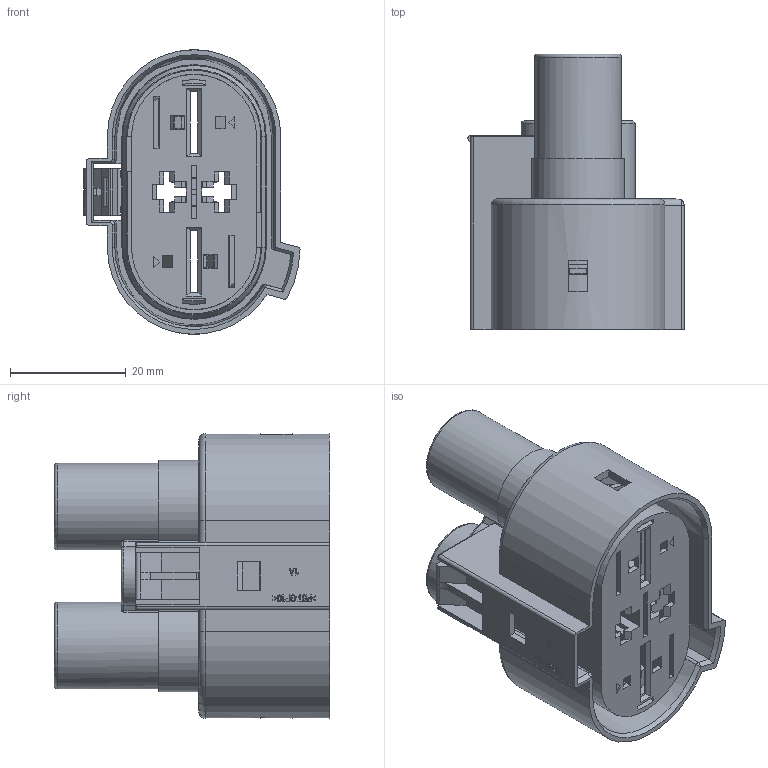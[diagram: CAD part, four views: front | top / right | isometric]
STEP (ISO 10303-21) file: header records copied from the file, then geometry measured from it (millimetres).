
FILE_DESCRIPTION(/* description */ (''),/* implementation_level */ '2;1');
FILE_NAME(/* name */ '13604178_02-CONN.stp',/* time_stamp */ '2024-01-05T09:28:05+08:00',/* author */ (''),/* organization */ (''),/* preprocessor_version */ 'ST-DEVELOPER v16',/* originating_system */ 'SIEMENS PLM Software NX 11.0',/* authorisation */ '');
FILE_SCHEMA (('AUTOMOTIVE_DESIGN { 1 0 10303 214 3 1 1 1 }'));
Length unit declared in the file: millimetre
Products named in the file (5): 10732116_01; 13604019_01-LOCK; 13604022_02-SEAL; 13604021_09-CONN; 13604178_02-CONN
Assembly tree (4 placements, depth 2):
  13604178_02-CONN
    13604021_09-CONN
    13604022_02-SEAL
    13604019_01-LOCK
    10732116_01
Bounding box: 37.3 x 47.5 x 49.09 mm (x, y, z)
Volume: 18643.3 mm3; surface area: 28984.7 mm2
Topology: 4 solids, 4 shells, 1863 faces, 5055 edges, 3301 vertices
Faces by surface type: plane 1187, cylinder 341, extrusion 234, torus 55, cone 27, bspline 19
Full cylindrical faces by diameter (mm): 2.333 x1, 3 x1, 3.375 x1, 4 x1, 8.5 x2, 12 x2, 15 x2
Entity records: 61465 total; most frequent: CARTESIAN_POINT 14550, ORIENTED_EDGE 10066, DIRECTION 8840, EDGE_CURVE 5033, VECTOR 3876, LINE 3642, VERTEX_POINT 3296, AXIS2_PLACEMENT_3D 2482
